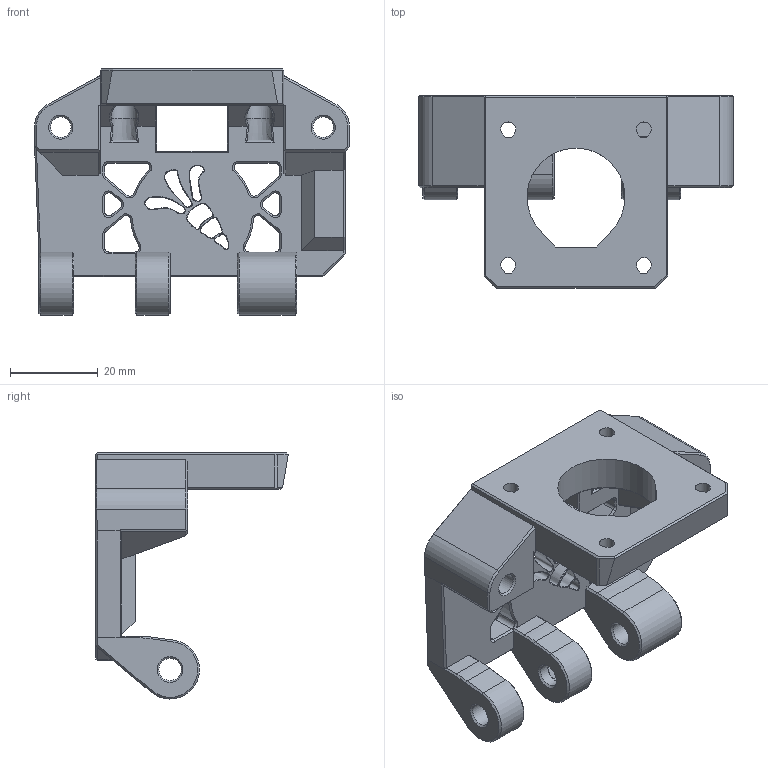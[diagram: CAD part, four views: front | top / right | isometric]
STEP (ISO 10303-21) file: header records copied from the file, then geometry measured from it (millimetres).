
FILE_DESCRIPTION(/* description */ (''),/* implementation_level */ '2;1');
FILE_NAME(/* name */ 'Linear_Axis_Selector_Motor_Support_Flipped_v2.step',/* time_stamp */ '2025-09-10T11:19:16-04:00',/* author */ (''),/* organization */ (''),/* preprocessor_version */ 'ST-DEVELOPER v20.1',/* originating_system */ 'Autodesk Translation Framework v14.10.0.0',/* authorisation */ '');
FILE_SCHEMA (('AUTOMOTIVE_DESIGN { 1 0 10303 214 3 1 1 }'));
Length unit declared in the file: millimetre
Products named in the file (1): Motor Block v2
Bounding box: 71.96 x 44.04 x 56.25 mm (x, y, z)
Volume: 35264.4 mm3; surface area: 17524.3 mm2
Topology: 1 solids, 3 shells, 544 faces, 1365 edges, 810 vertices
Faces by surface type: plane 291, cone 126, cylinder 97, bspline 30
Full cylindrical faces by diameter (mm): 4.7 x4, 5.1 x3, 5.8 x1
Entity records: 32676 total; most frequent: CARTESIAN_POINT 19837, ORIENTED_EDGE 2690, DIRECTION 2578, EDGE_CURVE 1345, LINE 934, VECTOR 934, AXIS2_PLACEMENT_3D 822, VERTEX_POINT 810
